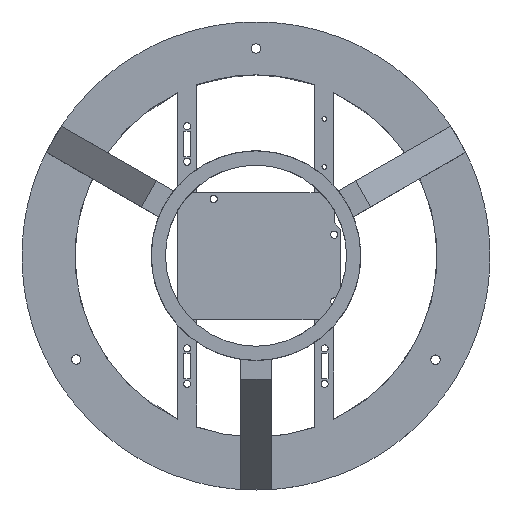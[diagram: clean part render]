
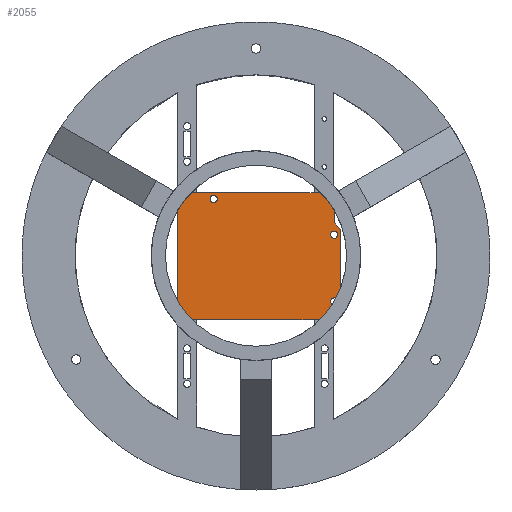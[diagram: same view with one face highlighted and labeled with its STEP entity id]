
A CAD part, top view. The second image highlights one B-rep face of the part: STEP entity #2055.
In plain terms, the highlighted planar face has unit normal (0, 0, 1).
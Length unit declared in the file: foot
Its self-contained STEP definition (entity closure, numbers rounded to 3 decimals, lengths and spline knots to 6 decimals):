
#72=FACE_BOUND('',#310,.T.);
#73=FACE_BOUND('',#311,.T.);
#74=FACE_BOUND('',#312,.T.);
#124=CIRCLE('',#2175,0.004921);
#125=CIRCLE('',#2177,0.004921);
#126=CIRCLE('',#2179,0.004921);
#203=FACE_OUTER_BOUND('',#309,.T.);
#309=EDGE_LOOP('',(#1439,#1440,#1441,#1442,#1443,#1444,#1445,#1446,#1447,
#1448));
#310=EDGE_LOOP('',(#1449));
#311=EDGE_LOOP('',(#1450));
#312=EDGE_LOOP('',(#1451));
#449=LINE('',#2931,#666);
#453=LINE('',#2938,#670);
#455=LINE('',#2943,#672);
#459=LINE('',#2950,#676);
#462=LINE('',#2956,#679);
#465=LINE('',#2962,#682);
#468=LINE('',#2968,#685);
#473=LINE('',#2984,#690);
#474=LINE('',#2987,#691);
#479=LINE('',#3002,#696);
#666=VECTOR('',#2350,0.032808);
#670=VECTOR('',#2356,0.032808);
#672=VECTOR('',#2360,0.032808);
#676=VECTOR('',#2366,0.032808);
#679=VECTOR('',#2371,0.032808);
#682=VECTOR('',#2376,0.032808);
#685=VECTOR('',#2381,0.032808);
#690=VECTOR('',#2396,0.032808);
#691=VECTOR('',#2399,0.032808);
#696=VECTOR('',#2418,0.032808);
#883=VERTEX_POINT('',#2928);
#884=VERTEX_POINT('',#2930);
#886=VERTEX_POINT('',#2936);
#888=VERTEX_POINT('',#2942);
#890=VERTEX_POINT('',#2948);
#892=VERTEX_POINT('',#2954);
#894=VERTEX_POINT('',#2960);
#896=VERTEX_POINT('',#2966);
#902=VERTEX_POINT('',#2982);
#903=VERTEX_POINT('',#2986);
#904=VERTEX_POINT('',#2990);
#905=VERTEX_POINT('',#2994);
#906=VERTEX_POINT('',#2998);
#1079=EDGE_CURVE('',#883,#884,#449,.T.);
#1083=EDGE_CURVE('',#886,#883,#453,.T.);
#1085=EDGE_CURVE('',#884,#888,#455,.T.);
#1089=EDGE_CURVE('',#890,#886,#459,.T.);
#1092=EDGE_CURVE('',#892,#890,#462,.T.);
#1095=EDGE_CURVE('',#894,#892,#465,.T.);
#1098=EDGE_CURVE('',#896,#894,#468,.T.);
#1106=EDGE_CURVE('',#902,#896,#473,.T.);
#1107=EDGE_CURVE('',#903,#888,#474,.T.);
#1110=EDGE_CURVE('',#904,#904,#124,.T.);
#1112=EDGE_CURVE('',#905,#905,#125,.T.);
#1114=EDGE_CURVE('',#906,#906,#126,.T.);
#1115=EDGE_CURVE('',#903,#902,#479,.T.);
#1439=ORIENTED_EDGE('',*,*,#1079,.F.);
#1440=ORIENTED_EDGE('',*,*,#1083,.F.);
#1441=ORIENTED_EDGE('',*,*,#1089,.F.);
#1442=ORIENTED_EDGE('',*,*,#1092,.F.);
#1443=ORIENTED_EDGE('',*,*,#1095,.F.);
#1444=ORIENTED_EDGE('',*,*,#1098,.F.);
#1445=ORIENTED_EDGE('',*,*,#1106,.F.);
#1446=ORIENTED_EDGE('',*,*,#1115,.F.);
#1447=ORIENTED_EDGE('',*,*,#1107,.T.);
#1448=ORIENTED_EDGE('',*,*,#1085,.F.);
#1449=ORIENTED_EDGE('',*,*,#1114,.T.);
#1450=ORIENTED_EDGE('',*,*,#1112,.T.);
#1451=ORIENTED_EDGE('',*,*,#1110,.T.);
#1979=PLANE('',#2181);
#2055=ADVANCED_FACE('',(#203,#72,#73,#74),#1979,.T.);
#2175=AXIS2_PLACEMENT_3D('',#2992,#2404,#2405);
#2177=AXIS2_PLACEMENT_3D('',#2996,#2409,#2410);
#2179=AXIS2_PLACEMENT_3D('',#3000,#2414,#2415);
#2181=AXIS2_PLACEMENT_3D('',#3003,#2419,#2420);
#2350=DIRECTION('',(0.,-1.,0.));
#2356=DIRECTION('',(-0.727,-0.687,0.));
#2360=DIRECTION('',(-1.,0.,0.));
#2366=DIRECTION('',(0.,-1.,0.));
#2371=DIRECTION('',(0.687,-0.727,0.));
#2376=DIRECTION('',(0.,-1.,0.));
#2381=DIRECTION('',(1.,0.,0.));
#2396=DIRECTION('',(0.,1.,0.));
#2399=DIRECTION('',(0.,-1.,0.));
#2404=DIRECTION('center_axis',(0.,0.,-1.));
#2405=DIRECTION('ref_axis',(-1.,0.,0.));
#2409=DIRECTION('center_axis',(0.,0.,-1.));
#2410=DIRECTION('ref_axis',(-1.,0.,0.));
#2414=DIRECTION('center_axis',(0.,0.,-1.));
#2415=DIRECTION('ref_axis',(-1.,0.,0.));
#2418=DIRECTION('',(-0.001,1.,0.));
#2419=DIRECTION('center_axis',(0.,0.,1.));
#2420=DIRECTION('ref_axis',(-1.,0.,0.));
#2928=CARTESIAN_POINT('',(-0.114074,0.245043,0.104756));
#2930=CARTESIAN_POINT('',(-0.114074,0.235621,0.104756));
#2931=CARTESIAN_POINT('',(-0.114074,0.245043,0.104756));
#2936=CARTESIAN_POINT('',(-0.105481,0.253165,0.104756));
#2938=CARTESIAN_POINT('',(-0.105481,0.253165,0.104756));
#2942=CARTESIAN_POINT('',(-0.331082,0.235621,0.104756));
#2943=CARTESIAN_POINT('',(-0.114074,0.235621,0.104756));
#2948=CARTESIAN_POINT('',(-0.105481,0.360785,0.104756));
#2950=CARTESIAN_POINT('',(-0.105481,0.360785,0.104756));
#2954=CARTESIAN_POINT('',(-0.114074,0.369876,0.104756));
#2956=CARTESIAN_POINT('',(-0.114074,0.369876,0.104756));
#2960=CARTESIAN_POINT('',(-0.114074,0.411438,0.104756));
#2962=CARTESIAN_POINT('',(-0.114074,0.411355,0.104756));
#2966=CARTESIAN_POINT('',(-0.331255,0.411438,0.104756));
#2968=CARTESIAN_POINT('',(-0.331255,0.411438,0.104756));
#2982=CARTESIAN_POINT('',(-0.331255,0.411355,0.104756));
#2984=CARTESIAN_POINT('',(-0.331255,0.411355,0.104756));
#2986=CARTESIAN_POINT('',(-0.331082,0.235704,0.104756));
#2987=CARTESIAN_POINT('',(-0.331082,0.235704,0.104756));
#2990=CARTESIAN_POINT('',(-0.108913,0.353426,0.104756));
#2992=CARTESIAN_POINT('Origin',(-0.113834,0.353426,0.104756));
#2994=CARTESIAN_POINT('',(-0.108946,0.260911,0.104756));
#2996=CARTESIAN_POINT('Origin',(-0.113867,0.260911,0.104756));
#2998=CARTESIAN_POINT('',(-0.276227,0.402932,0.104756));
#3000=CARTESIAN_POINT('Origin',(-0.281148,0.402932,0.104756));
#3002=CARTESIAN_POINT('',(-0.331082,0.235704,0.104756));
#3003=CARTESIAN_POINT('Origin',(-0.218368,0.32353,0.104756));
